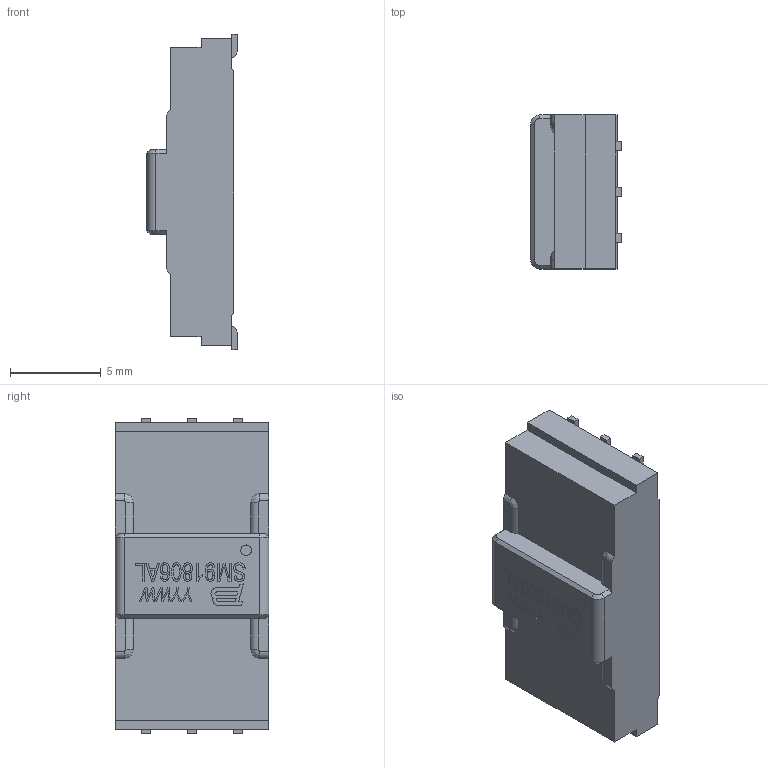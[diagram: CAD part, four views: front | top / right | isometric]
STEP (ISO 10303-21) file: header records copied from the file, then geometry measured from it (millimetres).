
FILE_DESCRIPTION(/* description */ (''),/* implementation_level */ '2;1');
FILE_NAME(/* name */ 'SM91806AL上网站.stp',/* time_stamp */ '2023-07-26T13:48:16+08:00',/* author */ ('MAG-PDE'),/* organization */ (''),/* preprocessor_version */ 'ST-DEVELOPER v16.5',/* originating_system */ 'Autodesk Inventor 2017',/* authorisation */ '');
FILE_SCHEMA (('AUTOMOTIVE_DESIGN { 1 0 10303 214 3 1 1 }'));
Length unit declared in the file: millimetre
Products named in the file (3): SM91806AL上网站; DAP; PIN
Assembly tree (2 placements, depth 2):
  SM91806AL上网站
    DAP
    PIN
Bounding box: 5 x 8.5 x 17.4 mm (x, y, z)
Volume: 544.4 mm3; surface area: 535.3 mm2
Topology: 7 solids, 7 shells, 326 faces, 859 edges, 570 vertices
Faces by surface type: plane 195, bspline 100, cylinder 27, cone 4
Full cylindrical faces by diameter (mm): 0.59 x1
Entity records: 10474 total; most frequent: CARTESIAN_POINT 2955, ORIENTED_EDGE 1716, DIRECTION 1198, EDGE_CURVE 858, LINE 600, VECTOR 600, VERTEX_POINT 570, EDGE_LOOP 350
